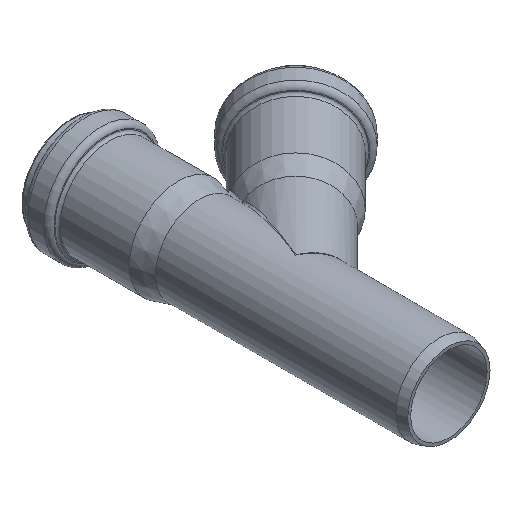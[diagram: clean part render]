
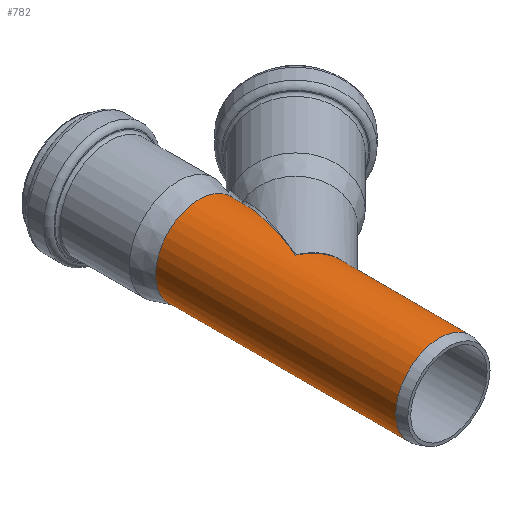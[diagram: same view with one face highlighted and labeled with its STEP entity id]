
A CAD part, isometric view. The second image highlights one B-rep face of the part: STEP entity #782.
In plain terms, the highlighted cylindrical face has radius 16.1 mm (diameter 32.2 mm), a full revolution.
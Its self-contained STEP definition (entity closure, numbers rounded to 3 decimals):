
#38=B_SPLINE_CURVE_WITH_KNOTS('',3,(#1419,#1420,#1421,#1422,#1423,#1424,
#1425,#1426,#1427,#1428,#1429,#1430),.UNSPECIFIED.,.F.,.F.,(4,2,1,1,1,1,
1,1,4),(-4.112,-4.11,-3.712,-3.314,
-2.916,-2.519,-1.723,-0.927,
-0.132),.UNSPECIFIED.);
#41=B_SPLINE_CURVE_WITH_KNOTS('',3,(#1547,#1548,#1549,#1550,#1551,#1552,
#1553,#1554,#1555,#1556),.UNSPECIFIED.,.F.,.F.,(4,1,1,1,1,2,4),(-3.975,
-3.18,-2.385,-1.59,-0.795,
0.,0.002),.UNSPECIFIED.);
#49=CYLINDRICAL_SURFACE('',#863,16.1);
#80=ELLIPSE('',#860,17.589,16.1);
#116=FACE_BOUND('',#245,.T.);
#176=FACE_OUTER_BOUND('',#244,.T.);
#244=EDGE_LOOP('',(#616));
#245=EDGE_LOOP('',(#617,#618,#619,#620));
#346=CIRCLE('',#840,16.1);
#352=CIRCLE('',#864,16.1);
#401=VERTEX_POINT('',#1265);
#417=VERTEX_POINT('',#1387);
#420=VERTEX_POINT('',#1406);
#421=VERTEX_POINT('',#1471);
#424=VERTEX_POINT('',#1538);
#481=EDGE_CURVE('',#401,#401,#346,.T.);
#504=EDGE_CURVE('',#420,#417,#38,.T.);
#506=EDGE_CURVE('',#421,#420,#80,.T.);
#510=EDGE_CURVE('',#424,#421,#41,.T.);
#512=EDGE_CURVE('',#424,#417,#352,.T.);
#616=ORIENTED_EDGE('',*,*,#481,.T.);
#617=ORIENTED_EDGE('',*,*,#506,.F.);
#618=ORIENTED_EDGE('',*,*,#510,.F.);
#619=ORIENTED_EDGE('',*,*,#512,.T.);
#620=ORIENTED_EDGE('',*,*,#504,.F.);
#782=ADVANCED_FACE('',(#176,#116),#49,.T.);
#840=AXIS2_PLACEMENT_3D('',#1266,#985,#986);
#860=AXIS2_PLACEMENT_3D('',#1473,#1028,#1029);
#863=AXIS2_PLACEMENT_3D('',#1565,#1034,#1035);
#864=AXIS2_PLACEMENT_3D('',#1566,#1036,#1037);
#985=DIRECTION('center_axis',(0.,1.,0.));
#986=DIRECTION('ref_axis',(1.,0.,0.));
#1028=DIRECTION('center_axis',(0.403,0.915,0.));
#1029=DIRECTION('ref_axis',(0.915,-0.403,0.));
#1034=DIRECTION('center_axis',(0.,-1.,0.));
#1035=DIRECTION('ref_axis',(1.,0.,0.));
#1036=DIRECTION('center_axis',(0.,-1.,0.));
#1037=DIRECTION('ref_axis',(1.,0.,0.));
#1265=CARTESIAN_POINT('',(-15.869,-79.706,0.));
#1266=CARTESIAN_POINT('Origin',(0.231,-79.706,0.));
#1387=CARTESIAN_POINT('',(14.12,8.906,-8.144));
#1406=CARTESIAN_POINT('',(0.231,-26.706,-16.1));
#1419=CARTESIAN_POINT('Ctrl Pts',(0.231,-26.706,-16.1));
#1420=CARTESIAN_POINT('Ctrl Pts',(0.234,-26.7,-16.1));
#1421=CARTESIAN_POINT('Ctrl Pts',(0.236,-26.693,-16.1));
#1422=CARTESIAN_POINT('Ctrl Pts',(0.717,-25.461,-16.1));
#1423=CARTESIAN_POINT('Ctrl Pts',(1.673,-23.008,-16.057));
#1424=CARTESIAN_POINT('Ctrl Pts',(3.108,-19.329,-15.863));
#1425=CARTESIAN_POINT('Ctrl Pts',(4.54,-15.658,-15.537));
#1426=CARTESIAN_POINT('Ctrl Pts',(6.439,-10.789,-14.913));
#1427=CARTESIAN_POINT('Ctrl Pts',(8.791,-4.758,-13.77));
#1428=CARTESIAN_POINT('Ctrl Pts',(11.58,2.393,-11.619));
#1429=CARTESIAN_POINT('Ctrl Pts',(13.319,6.853,-9.509));
#1430=CARTESIAN_POINT('Ctrl Pts',(14.12,8.906,-8.144));
#1471=CARTESIAN_POINT('',(0.231,-26.706,16.1));
#1473=CARTESIAN_POINT('Origin',(0.231,-26.706,0.));
#1538=CARTESIAN_POINT('',(14.12,8.906,8.144));
#1547=CARTESIAN_POINT('Ctrl Pts',(14.12,8.906,8.144));
#1548=CARTESIAN_POINT('Ctrl Pts',(13.32,6.856,9.507));
#1549=CARTESIAN_POINT('Ctrl Pts',(11.561,2.345,11.636));
#1550=CARTESIAN_POINT('Ctrl Pts',(8.802,-4.729,13.76));
#1551=CARTESIAN_POINT('Ctrl Pts',(5.981,-11.963,15.139));
#1552=CARTESIAN_POINT('Ctrl Pts',(3.111,-19.322,15.93));
#1553=CARTESIAN_POINT('Ctrl Pts',(1.194,-24.237,16.099));
#1554=CARTESIAN_POINT('Ctrl Pts',(0.236,-26.693,16.1));
#1555=CARTESIAN_POINT('Ctrl Pts',(0.234,-26.7,16.1));
#1556=CARTESIAN_POINT('Ctrl Pts',(0.231,-26.706,16.1));
#1565=CARTESIAN_POINT('Origin',(0.231,8.651,0.));
#1566=CARTESIAN_POINT('Origin',(0.231,8.906,0.));
